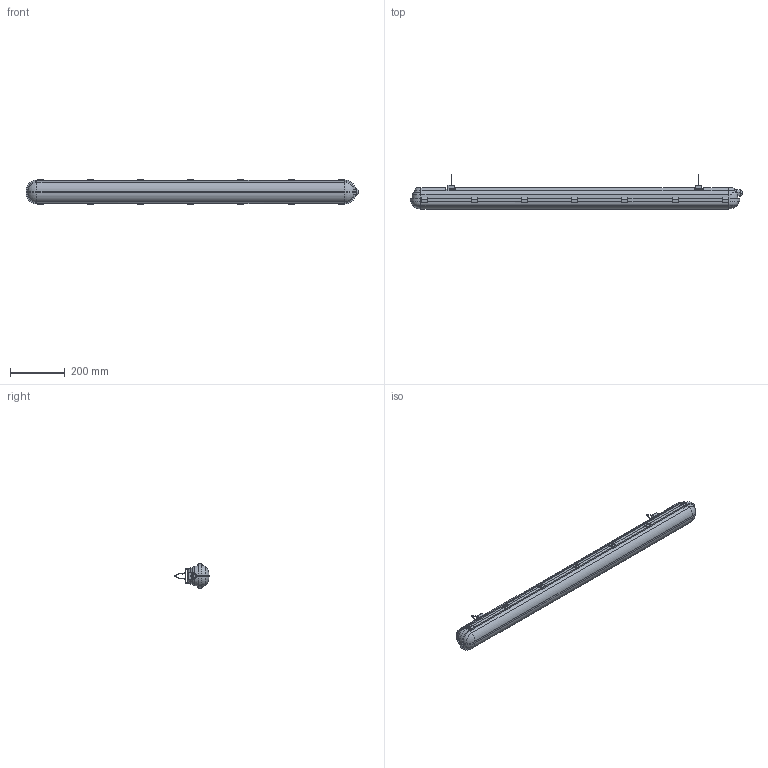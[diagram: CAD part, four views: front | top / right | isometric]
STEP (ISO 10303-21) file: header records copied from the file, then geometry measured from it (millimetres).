
FILE_DESCRIPTION (( 'STEP AP214' ), '1' );
FILE_NAME ('Ñâåòèëüíèê ïîòîëî÷íûé ÄÑÏ 1303 40 Âò IP65.STEP', '2017-08-28T12:41:05', ( '' ), ( '' ), 'SwSTEP 2.0', 'SolidWorks 2014', '' );
FILE_SCHEMA (( 'AUTOMOTIVE_DESIGN' ));
Length unit declared in the file: millimetre
Products named in the file (1): Ñâåòèëüíèê ïîòîëî÷íûé ÄÑÏ 1303 40 Âò IP65
Bounding box: 1208.5 x 124.45 x 89.97 mm (x, y, z)
Volume: 5914095 mm3; surface area: 368956.2 mm2
Topology: 1 solids, 1 shells, 567 faces, 1683 edges, 1094 vertices
Faces by surface type: plane 260, cylinder 233, torus 50, cone 20, sphere 4
Entity records: 19655 total; most frequent: CARTESIAN_POINT 3851, DIRECTION 3437, ORIENTED_EDGE 3366, EDGE_CURVE 1683, AXIS2_PLACEMENT_3D 1250, VERTEX_POINT 1094, VECTOR 937, LINE 937
